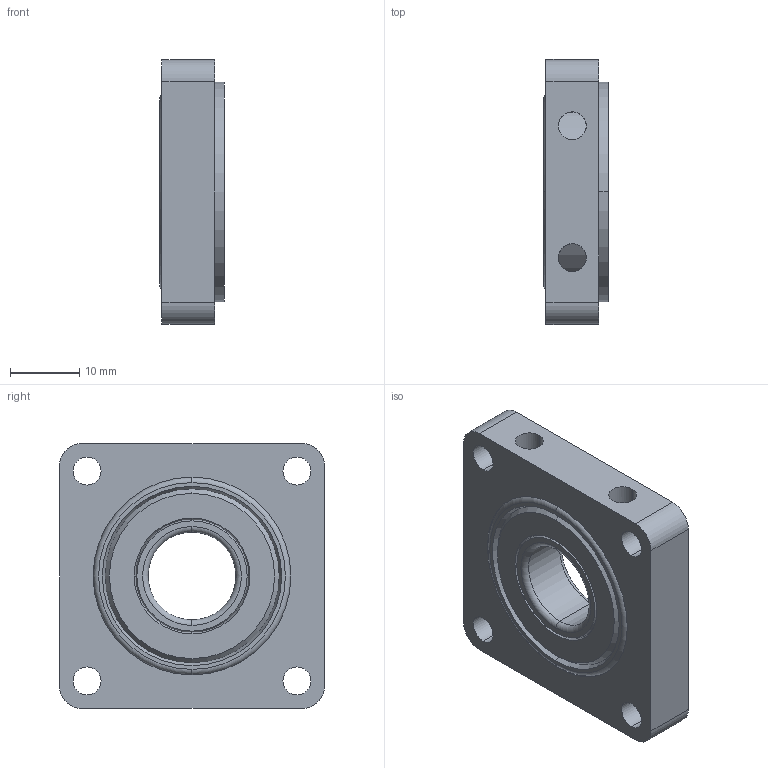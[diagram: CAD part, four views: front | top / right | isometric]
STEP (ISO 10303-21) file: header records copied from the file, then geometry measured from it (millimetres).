
FILE_DESCRIPTION (( 'STEP AP214' ), '1' );
FILE_NAME ('am-2882 P60 Bearing Block 0500 bearing.STEP', '2015-01-09T19:27:06', ( '' ), ( '' ), 'SwSTEP 2.0', 'SolidWorks 2014', '' );
FILE_SCHEMA (( 'AUTOMOTIVE_DESIGN' ));
Length unit declared in the file: inch
Products named in the file (3): am-2882  P60 Bearing Block 0500 bearing; R8ZZ Bearing; P60 bearing block
Assembly tree (2 placements, depth 2):
  am-2882  P60 Bearing Block 0500 bearing
    P60 bearing block
    R8ZZ Bearing
Bounding box: 9.33 x 38.25 x 38.25 mm (x, y, z)
Volume: 9729.3 mm3; surface area: 6667.4 mm2
Topology: 2 solids, 2 shells, 68 faces, 158 edges, 100 vertices
Faces by surface type: cylinder 30, cone 16, plane 14, torus 8
Entity records: 2456 total; most frequent: CARTESIAN_POINT 543, DIRECTION 388, ORIENTED_EDGE 316, AXIS2_PLACEMENT_3D 165, EDGE_CURVE 158, VERTEX_POINT 100, EDGE_LOOP 94, CIRCLE 92
